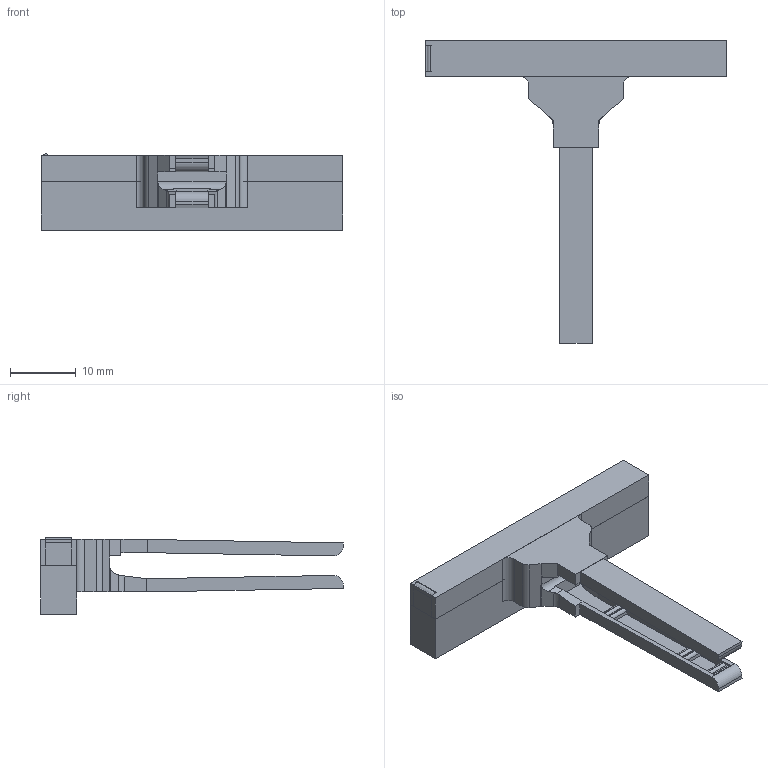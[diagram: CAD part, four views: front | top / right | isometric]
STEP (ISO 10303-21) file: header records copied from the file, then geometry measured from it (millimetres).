
FILE_DESCRIPTION (( 'STEP AP214' ), '1' );
FILE_NAME ('KN-MA-1.step', '2015-05-04T11:26:56', ( '' ), ( '' ), 'SwSTEP 2.0', 'SolidWorks 2014', '' );
FILE_SCHEMA (( 'AUTOMOTIVE_DESIGN' ));
Length unit declared in the file: millimetre
Products named in the file (1): KN-MA-1
Bounding box: 46 x 46.19 x 11.65 mm (x, y, z)
Volume: 2478.1 mm3; surface area: 4786.6 mm2
Topology: 2 solids, 2 shells, 187 faces, 531 edges, 350 vertices
Faces by surface type: plane 136, cylinder 51
Entity records: 6076 total; most frequent: CARTESIAN_POINT 1101, ORIENTED_EDGE 1062, DIRECTION 995, EDGE_CURVE 531, LINE 423, VECTOR 423, VERTEX_POINT 350, AXIS2_PLACEMENT_3D 286
